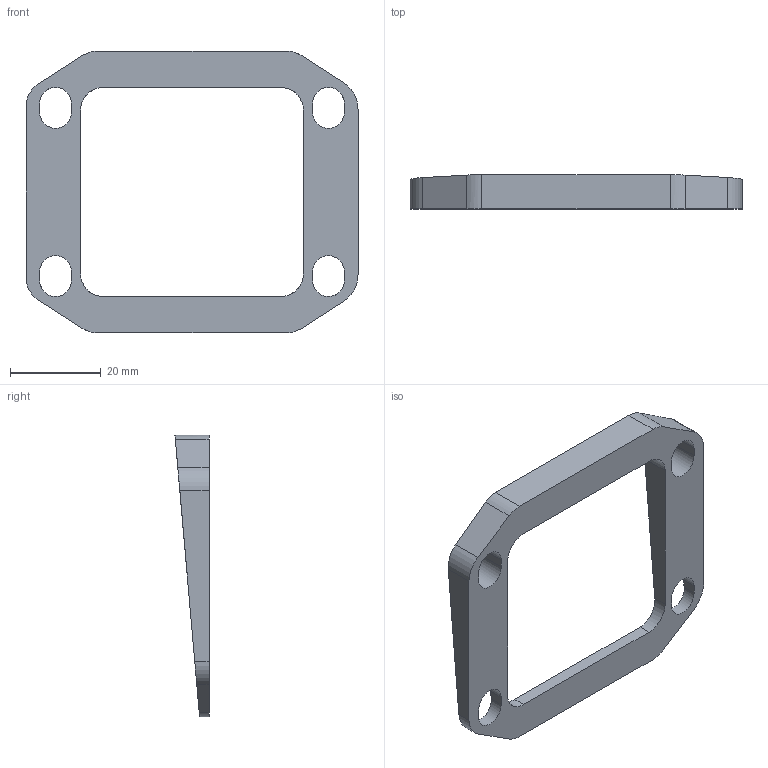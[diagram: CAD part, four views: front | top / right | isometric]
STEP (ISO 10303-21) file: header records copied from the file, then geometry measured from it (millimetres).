
FILE_DESCRIPTION(/* description */ (''),/* implementation_level */ '2;1');
FILE_NAME(/* name */ 'CALE ADMISSION universelle 7.5mn 5°.step',/* time_stamp */ '2022-01-03T13:33:05+01:00',/* author */ (''),/* organization */ (''),/* preprocessor_version */ 'ST-DEVELOPER v18.1',/* originating_system */ 'Autodesk Translation Framework v10.10.0.1391',/* authorisation */ '');
FILE_SCHEMA (('AUTOMOTIVE_DESIGN { 1 0 10303 214 3 1 1 }'));
Length unit declared in the file: millimetre
Products named in the file (1): CALE ADMISSION universelle 7.5mn 5°
Bounding box: 73 x 7.5 x 62 mm (x, y, z)
Volume: 8725.8 mm3; surface area: 6175.9 mm2
Topology: 1 solids, 1 shells, 42 faces, 122 edges, 82 vertices
Faces by surface type: plane 22, cylinder 20
Entity records: 1462 total; most frequent: DIRECTION 248, CARTESIAN_POINT 247, ORIENTED_EDGE 244, EDGE_CURVE 122, AXIS2_PLACEMENT_3D 83, LINE 82, VECTOR 82, VERTEX_POINT 82
